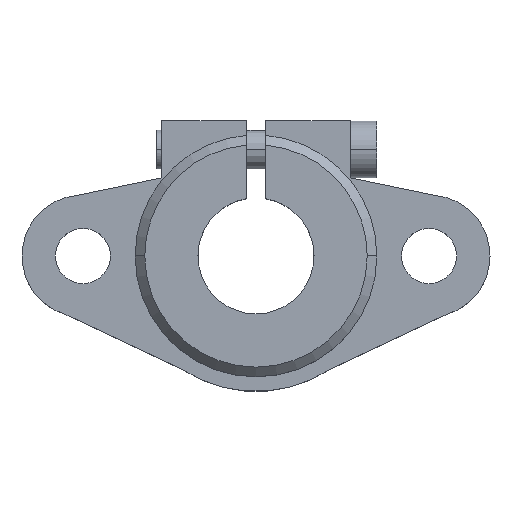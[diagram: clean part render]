
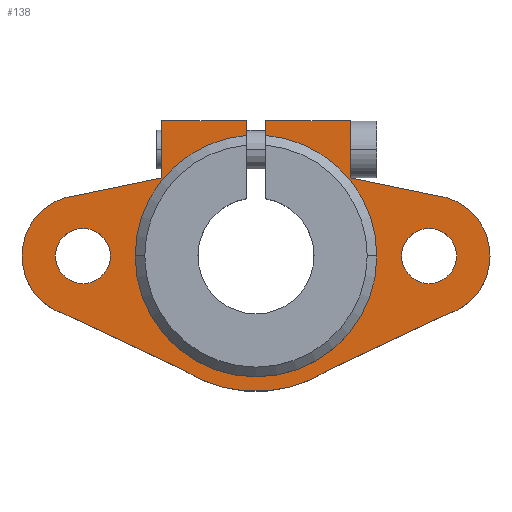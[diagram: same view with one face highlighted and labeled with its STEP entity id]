
A CAD part, top view. The second image highlights one B-rep face of the part: STEP entity #138.
In plain terms, the highlighted planar face has unit normal (0, 0, 1).
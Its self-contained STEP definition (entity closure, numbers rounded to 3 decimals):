
#138=ADVANCED_FACE('',(#209,#210,#211),#212,.T.);
#209=FACE_OUTER_BOUND('',#321,.T.);
#210=FACE_BOUND('',#322,.T.);
#211=FACE_BOUND('',#323,.T.);
#212=PLANE('',#324);
#321=EDGE_LOOP('',(#532,#533,#534,#535,#536,#537,#538,#539,#540,#541,#542,#543,#544,#545,#546,#547,#548,#549));
#322=EDGE_LOOP('',(#550,#551));
#323=EDGE_LOOP('',(#552,#553));
#324=AXIS2_PLACEMENT_3D('',#554,#555,#556);
#532=ORIENTED_EDGE('',*,*,#862,.T.);
#533=ORIENTED_EDGE('',*,*,#885,.F.);
#534=ORIENTED_EDGE('',*,*,#886,.T.);
#535=ORIENTED_EDGE('',*,*,#887,.T.);
#536=ORIENTED_EDGE('',*,*,#815,.F.);
#537=ORIENTED_EDGE('',*,*,#888,.F.);
#538=ORIENTED_EDGE('',*,*,#889,.T.);
#539=ORIENTED_EDGE('',*,*,#890,.F.);
#540=ORIENTED_EDGE('',*,*,#891,.T.);
#541=ORIENTED_EDGE('',*,*,#892,.F.);
#542=ORIENTED_EDGE('',*,*,#825,.F.);
#543=ORIENTED_EDGE('',*,*,#893,.T.);
#544=ORIENTED_EDGE('',*,*,#894,.F.);
#545=ORIENTED_EDGE('',*,*,#895,.F.);
#546=ORIENTED_EDGE('',*,*,#870,.T.);
#547=ORIENTED_EDGE('',*,*,#858,.T.);
#548=ORIENTED_EDGE('',*,*,#896,.T.);
#549=ORIENTED_EDGE('',*,*,#856,.T.);
#550=ORIENTED_EDGE('',*,*,#897,.T.);
#551=ORIENTED_EDGE('',*,*,#827,.T.);
#552=ORIENTED_EDGE('',*,*,#898,.T.);
#553=ORIENTED_EDGE('',*,*,#819,.T.);
#554=CARTESIAN_POINT('',(0.,0.,7.));
#555=DIRECTION('',(0.,0.,1.));
#556=DIRECTION('',(1.,0.,0.));
#815=EDGE_CURVE('',#945,#948,#949,.T.);
#819=EDGE_CURVE('',#956,#953,#957,.T.);
#825=EDGE_CURVE('',#966,#962,#968,.T.);
#827=EDGE_CURVE('',#972,#969,#973,.T.);
#856=EDGE_CURVE('',#1022,#1026,#1028,.T.);
#858=EDGE_CURVE('',#1031,#1029,#1032,.T.);
#862=EDGE_CURVE('',#1026,#1036,#1038,.T.);
#870=EDGE_CURVE('',#1044,#1031,#1049,.T.);
#885=EDGE_CURVE('',#1072,#1036,#1073,.T.);
#886=EDGE_CURVE('',#1072,#1074,#1075,.T.);
#887=EDGE_CURVE('',#1074,#948,#1076,.T.);
#888=EDGE_CURVE('',#1077,#945,#1078,.T.);
#889=EDGE_CURVE('',#1077,#1079,#1080,.F.);
#890=EDGE_CURVE('',#1081,#1079,#1082,.T.);
#891=EDGE_CURVE('',#1081,#1083,#1084,.F.);
#892=EDGE_CURVE('',#962,#1083,#1085,.T.);
#893=EDGE_CURVE('',#966,#1086,#1087,.T.);
#894=EDGE_CURVE('',#1088,#1086,#1089,.T.);
#895=EDGE_CURVE('',#1044,#1088,#1090,.T.);
#896=EDGE_CURVE('',#1029,#1022,#1091,.T.);
#897=EDGE_CURVE('',#969,#972,#1092,.T.);
#898=EDGE_CURVE('',#953,#956,#1093,.T.);
#945=VERTEX_POINT('',#1162);
#948=VERTEX_POINT('',#1166);
#949=CIRCLE('',#1167,6.3);
#953=VERTEX_POINT('',#1172);
#956=VERTEX_POINT('',#1176);
#957=CIRCLE('',#1177,2.85);
#962=VERTEX_POINT('',#1183);
#966=VERTEX_POINT('',#1188);
#968=CIRCLE('',#1191,6.3);
#969=VERTEX_POINT('',#1192);
#972=VERTEX_POINT('',#1196);
#973=CIRCLE('',#1197,2.85);
#1022=VERTEX_POINT('',#1266);
#1026=VERTEX_POINT('',#1271);
#1028=CIRCLE('',#1274,12.5);
#1029=VERTEX_POINT('',#1275);
#1031=VERTEX_POINT('',#1278);
#1032=CIRCLE('',#1279,12.5);
#1036=VERTEX_POINT('',#1284);
#1038=LINE('',#1287,#1288);
#1044=VERTEX_POINT('',#1305);
#1049=LINE('',#1313,#1314);
#1072=VERTEX_POINT('',#1345);
#1073=LINE('',#1346,#1347);
#1074=VERTEX_POINT('',#1348);
#1075=LINE('',#1349,#1350);
#1076=LINE('',#1351,#1352);
#1077=VERTEX_POINT('',#1353);
#1078=CIRCLE('',#1354,6.3);
#1079=VERTEX_POINT('',#1355);
#1080=LINE('',#1356,#1357);
#1081=VERTEX_POINT('',#1358);
#1082=CIRCLE('',#1359,14.);
#1083=VERTEX_POINT('',#1360);
#1084=LINE('',#1361,#1362);
#1085=CIRCLE('',#1363,6.3);
#1086=VERTEX_POINT('',#1364);
#1087=LINE('',#1365,#1366);
#1088=VERTEX_POINT('',#1367);
#1089=LINE('',#1368,#1369);
#1090=LINE('',#1370,#1371);
#1091=CIRCLE('',#1372,12.5);
#1092=CIRCLE('',#1373,2.85);
#1093=CIRCLE('',#1374,2.85);
#1162=CARTESIAN_POINT('',(-24.2,0.,7.));
#1166=CARTESIAN_POINT('',(-19.754,6.021,7.));
#1167=AXIS2_PLACEMENT_3D('',#1476,#1477,#1478);
#1172=CARTESIAN_POINT('',(20.75,0.,7.));
#1176=CARTESIAN_POINT('',(15.05,0.,7.));
#1177=AXIS2_PLACEMENT_3D('',#1484,#1485,#1486);
#1183=CARTESIAN_POINT('',(24.2,0.,7.));
#1188=CARTESIAN_POINT('',(19.754,6.021,7.));
#1191=AXIS2_PLACEMENT_3D('',#1496,#1497,#1498);
#1192=CARTESIAN_POINT('',(-15.05,0.,7.));
#1196=CARTESIAN_POINT('',(-20.75,0.,7.));
#1197=AXIS2_PLACEMENT_3D('',#1500,#1501,#1502);
#1266=CARTESIAN_POINT('',(-12.5,0.,7.));
#1271=CARTESIAN_POINT('',(-1.,12.46,7.));
#1274=AXIS2_PLACEMENT_3D('',#1558,#1559,#1560);
#1275=CARTESIAN_POINT('',(12.5,0.,7.));
#1278=CARTESIAN_POINT('',(1.,12.46,7.));
#1279=AXIS2_PLACEMENT_3D('',#1562,#1563,#1564);
#1284=CARTESIAN_POINT('',(-1.,13.964,7.));
#1287=CARTESIAN_POINT('',(-1.,5.671,7.));
#1288=VECTOR('',#1570,10.);
#1305=CARTESIAN_POINT('',(1.,13.964,7.));
#1313=CARTESIAN_POINT('',(1.,5.671,7.));
#1314=VECTOR('',#1579,10.);
#1345=CARTESIAN_POINT('',(-9.75,13.964,7.));
#1346=CARTESIAN_POINT('',(-9.75,13.964,7.));
#1347=VECTOR('',#1606,10.);
#1348=CARTESIAN_POINT('',(-9.75,8.079,7.));
#1349=CARTESIAN_POINT('',(-9.75,6.483,7.));
#1350=VECTOR('',#1607,10.);
#1351=CARTESIAN_POINT('',(-8.371,8.362,7.));
#1352=VECTOR('',#1608,10.);
#1353=CARTESIAN_POINT('',(-19.754,-6.021,7.));
#1354=AXIS2_PLACEMENT_3D('',#1609,#1610,#1611);
#1355=CARTESIAN_POINT('',(-7.685,-11.702,7.));
#1356=CARTESIAN_POINT('',(-7.685,-11.702,7.));
#1357=VECTOR('',#1612,1000.);
#1358=CARTESIAN_POINT('',(7.685,-11.702,7.));
#1359=AXIS2_PLACEMENT_3D('',#1613,#1614,#1615);
#1360=CARTESIAN_POINT('',(19.754,-6.021,7.));
#1361=CARTESIAN_POINT('',(7.685,-11.702,7.));
#1362=VECTOR('',#1616,1000.);
#1363=AXIS2_PLACEMENT_3D('',#1617,#1618,#1619);
#1364=CARTESIAN_POINT('',(9.75,8.079,7.));
#1365=CARTESIAN_POINT('',(8.371,8.362,7.));
#1366=VECTOR('',#1620,10.);
#1367=CARTESIAN_POINT('',(9.75,13.964,7.));
#1368=CARTESIAN_POINT('',(9.75,13.964,7.));
#1369=VECTOR('',#1621,10.);
#1370=CARTESIAN_POINT('',(-9.75,13.964,7.));
#1371=VECTOR('',#1622,10.);
#1372=AXIS2_PLACEMENT_3D('',#1623,#1624,#1625);
#1373=AXIS2_PLACEMENT_3D('',#1626,#1627,#1628);
#1374=AXIS2_PLACEMENT_3D('',#1629,#1630,#1631);
#1476=CARTESIAN_POINT('',(-17.9,0.,7.));
#1477=DIRECTION('',(0.,0.,-1.));
#1478=DIRECTION('',(1.,0.,0.));
#1484=CARTESIAN_POINT('',(17.9,0.,7.));
#1485=DIRECTION('',(0.,0.,-1.));
#1486=DIRECTION('',(1.,0.,0.));
#1496=CARTESIAN_POINT('',(17.9,0.,7.));
#1497=DIRECTION('',(0.,0.,-1.));
#1498=DIRECTION('',(1.,0.,0.));
#1500=CARTESIAN_POINT('',(-17.9,0.,7.));
#1501=DIRECTION('',(0.,0.,-1.));
#1502=DIRECTION('',(1.,0.,0.));
#1558=CARTESIAN_POINT('',(0.,0.,7.));
#1559=DIRECTION('',(0.,0.,-1.));
#1560=DIRECTION('',(1.,0.,0.));
#1562=CARTESIAN_POINT('',(0.,0.,7.));
#1563=DIRECTION('',(0.,0.,-1.));
#1564=DIRECTION('',(1.,0.,0.));
#1570=DIRECTION('',(0.,1.,0.));
#1579=DIRECTION('',(0.,-1.,0.));
#1606=DIRECTION('',(1.,0.,0.));
#1607=DIRECTION('',(0.,-1.,0.));
#1608=DIRECTION('',(-0.979,-0.201,0.));
#1609=CARTESIAN_POINT('',(-17.9,0.,7.));
#1610=DIRECTION('',(0.,0.,-1.));
#1611=DIRECTION('',(1.,0.,0.));
#1612=DIRECTION('',(-0.905,0.426,0.));
#1613=CARTESIAN_POINT('',(0.,0.,7.));
#1614=DIRECTION('',(0.,0.,-1.));
#1615=DIRECTION('',(1.,0.,0.));
#1616=DIRECTION('',(-0.905,-0.426,0.));
#1617=CARTESIAN_POINT('',(17.9,0.,7.));
#1618=DIRECTION('',(0.,0.,-1.));
#1619=DIRECTION('',(1.,0.,0.));
#1620=DIRECTION('',(-0.979,0.201,0.));
#1621=DIRECTION('',(0.,-1.,0.));
#1622=DIRECTION('',(1.,0.,0.));
#1623=CARTESIAN_POINT('',(0.,0.,7.));
#1624=DIRECTION('',(0.,0.,-1.));
#1625=DIRECTION('',(1.,0.,0.));
#1626=CARTESIAN_POINT('',(-17.9,0.,7.));
#1627=DIRECTION('',(0.,0.,-1.));
#1628=DIRECTION('',(1.,0.,0.));
#1629=CARTESIAN_POINT('',(17.9,0.,7.));
#1630=DIRECTION('',(0.,0.,-1.));
#1631=DIRECTION('',(1.,0.,0.));
